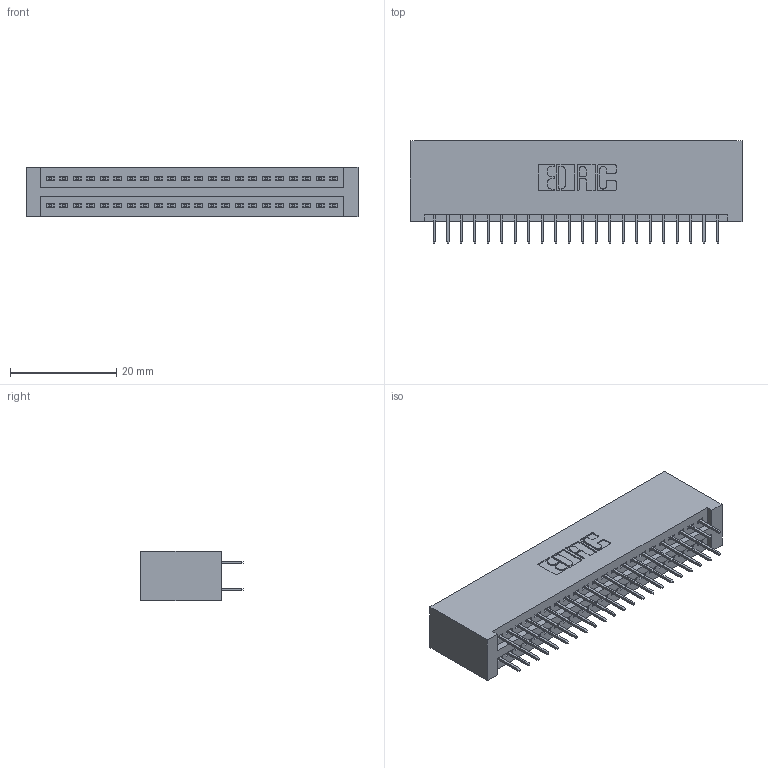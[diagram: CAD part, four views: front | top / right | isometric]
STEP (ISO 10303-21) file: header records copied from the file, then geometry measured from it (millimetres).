
FILE_DESCRIPTION (( 'STEP AP203' ), '1' );
FILE_NAME ('345-044-524-201.STEP', '2018-09-08T17:30:58', ( '' ), ( '' ), 'SwSTEP 2.0', 'SolidWorks 2016', '' );
FILE_SCHEMA (( 'CONFIG_CONTROL_DESIGN' ));
Length unit declared in the file: inch
Products named in the file (3): 345 Part_No Mounting Lugs; 345-292-001_345-293-124; 345-044-524-201
Assembly tree (45 placements, depth 2):
  345-044-524-201
    345 Part_No Mounting Lugs
    345-292-001_345-293-124  x44
Bounding box: 62.48 x 19.35 x 9.4 mm (x, y, z)
Volume: 6433.4 mm3; surface area: 9249.8 mm2
Topology: 45 solids, 45 shells, 2494 faces, 7049 edges, 4522 vertices
Faces by surface type: plane 1792, cylinder 702
Entity records: 19751 total; most frequent: CARTESIAN_POINT 3328, ORIENTED_EDGE 3262, DIRECTION 2955, EDGE_CURVE 1631, LINE 1423, VECTOR 1423, VERTEX_POINT 1082, AXIS2_PLACEMENT_3D 766
